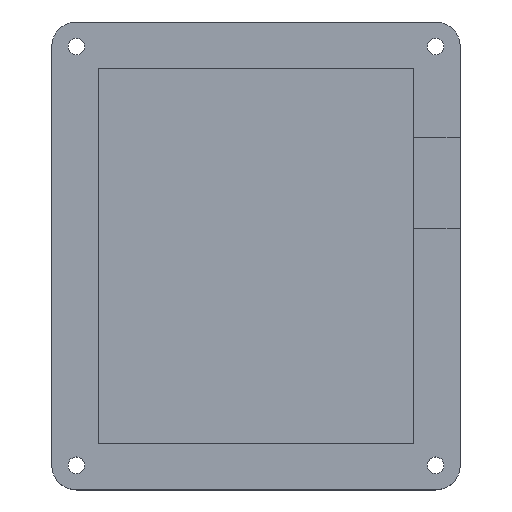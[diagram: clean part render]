
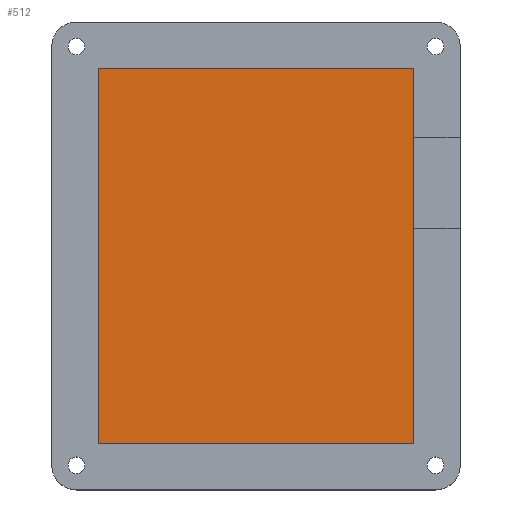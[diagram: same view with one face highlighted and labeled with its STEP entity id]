
A CAD part, top view. The second image highlights one B-rep face of the part: STEP entity #512.
In plain terms, the highlighted planar face has unit normal (0, 0, 1).
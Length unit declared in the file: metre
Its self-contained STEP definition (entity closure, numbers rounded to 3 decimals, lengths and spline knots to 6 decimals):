
#46=LINE('',#832,#86);
#51=LINE('',#842,#91);
#54=LINE('',#847,#94);
#65=LINE('',#869,#105);
#86=VECTOR('',#680,1.);
#91=VECTOR('',#687,1.);
#94=VECTOR('',#692,1.);
#105=VECTOR('',#711,1.);
#204=ORIENTED_EDGE('',*,*,#279,.F.);
#205=ORIENTED_EDGE('',*,*,#274,.T.);
#206=ORIENTED_EDGE('',*,*,#293,.T.);
#207=ORIENTED_EDGE('',*,*,#282,.F.);
#274=EDGE_CURVE('',#336,#337,#46,.T.);
#279=EDGE_CURVE('',#336,#340,#51,.T.);
#282=EDGE_CURVE('',#340,#341,#54,.T.);
#293=EDGE_CURVE('',#337,#341,#65,.T.);
#336=VERTEX_POINT('',#833);
#337=VERTEX_POINT('',#834);
#340=VERTEX_POINT('',#843);
#341=VERTEX_POINT('',#848);
#414=EDGE_LOOP('',(#204,#205,#206,#207));
#464=FACE_BOUND('',#414,.T.);
#486=PLANE('',#581);
#512=ADVANCED_FACE('',(#464),#486,.T.);
#581=AXIS2_PLACEMENT_3D('',#875,#722,#723);
#680=DIRECTION('',(-1.,0.,0.));
#687=DIRECTION('',(0.,-1.,0.));
#692=DIRECTION('',(-1.,0.,0.));
#711=DIRECTION('',(0.,-1.,0.));
#722=DIRECTION('',(0.,0.,1.));
#723=DIRECTION('',(1.,0.,0.));
#832=CARTESIAN_POINT('',(0.,0.0381,0.003));
#833=CARTESIAN_POINT('',(0.03205,0.0381,0.003));
#834=CARTESIAN_POINT('',(-0.03205,0.0381,0.003));
#842=CARTESIAN_POINT('',(0.03205,0.,0.003));
#843=CARTESIAN_POINT('',(0.03205,-0.0381,0.003));
#847=CARTESIAN_POINT('',(0.,-0.0381,0.003));
#848=CARTESIAN_POINT('',(-0.03205,-0.0381,0.003));
#869=CARTESIAN_POINT('',(-0.03205,0.,0.003));
#875=CARTESIAN_POINT('',(0.,0.,0.003));
